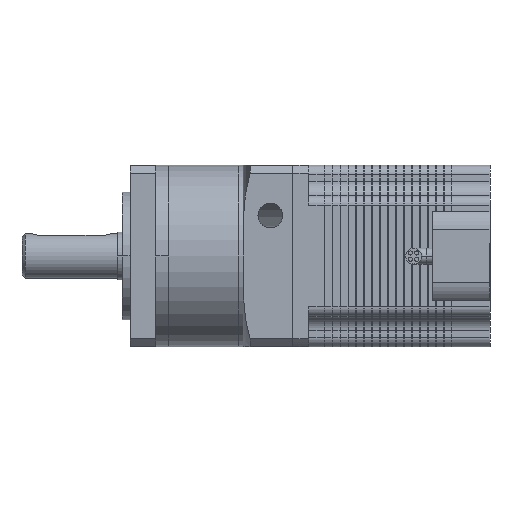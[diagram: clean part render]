
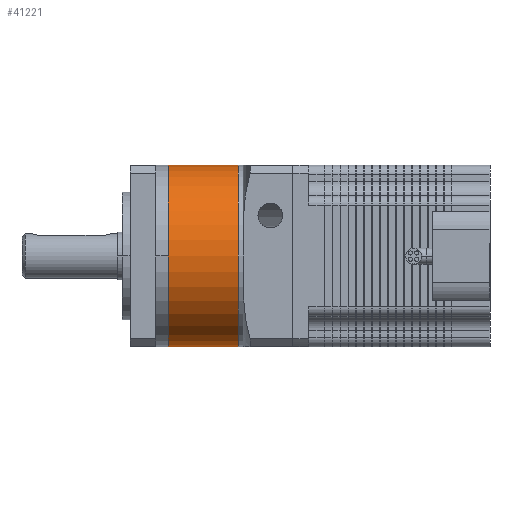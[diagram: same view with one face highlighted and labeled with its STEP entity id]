
A CAD part, left-side view. The second image highlights one B-rep face of the part: STEP entity #41221.
In plain terms, the highlighted cylindrical face has radius 28.5 mm (diameter 57 mm), a partial arc.
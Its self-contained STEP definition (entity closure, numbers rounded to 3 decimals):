
#3495 = EDGE_CURVE ( 'NONE', #21697, #11642, #22505, .T. ) ;
#5819 = CIRCLE ( 'NONE', #13408, 28.5 ) ;
#6041 = CARTESIAN_POINT ( 'NONE',  ( 0., 0., 0. ) ) ;
#6672 = CYLINDRICAL_SURFACE ( 'NONE', #42123, 28.5 ) ;
#7604 = DIRECTION ( 'NONE',  ( 0., 0., -1. ) ) ;
#8211 = DIRECTION ( 'NONE',  ( 0., -1., 0. ) ) ;
#8566 = EDGE_CURVE ( 'NONE', #11642, #28030, #30842, .T. ) ;
#11642 = VERTEX_POINT ( 'NONE', #36926 ) ;
#13287 = ORIENTED_EDGE ( 'NONE', *, *, #14388, .T. ) ;
#13408 = AXIS2_PLACEMENT_3D ( 'NONE', #6041, #35415, #13622 ) ;
#13622 = DIRECTION ( 'NONE',  ( 0., 0., 1. ) ) ;
#14388 = EDGE_CURVE ( 'NONE', #27033, #28030, #5819, .T. ) ;
#14681 = VECTOR ( 'NONE', #8211, 1000. ) ;
#15746 = DIRECTION ( 'NONE',  ( 0., 1., 0. ) ) ;
#19590 = CARTESIAN_POINT ( 'NONE',  ( 0., 22., -28.5 ) ) ;
#21119 = DIRECTION ( 'NONE',  ( 0., -1., 0. ) ) ;
#21697 = VERTEX_POINT ( 'NONE', #19590 ) ;
#22505 = CIRCLE ( 'NONE', #27042, 28.5 ) ;
#24694 = FACE_OUTER_BOUND ( 'NONE', #29443, .T. ) ;
#26358 = EDGE_CURVE ( 'NONE', #21697, #27033, #29088, .T. ) ;
#26536 = ORIENTED_EDGE ( 'NONE', *, *, #3495, .F. ) ;
#27033 = VERTEX_POINT ( 'NONE', #37183 ) ;
#27042 = AXIS2_PLACEMENT_3D ( 'NONE', #37772, #15746, #44433 ) ;
#28030 = VERTEX_POINT ( 'NONE', #32355 ) ;
#29088 = LINE ( 'NONE', #37116, #14681 ) ;
#29443 = EDGE_LOOP ( 'NONE', ( #45966, #26536, #36001, #13287 ) ) ;
#30842 = LINE ( 'NONE', #41054, #40860 ) ;
#32355 = CARTESIAN_POINT ( 'NONE',  ( 0., 0., 28.5 ) ) ;
#35415 = DIRECTION ( 'NONE',  ( 0., 1., 0. ) ) ;
#36001 = ORIENTED_EDGE ( 'NONE', *, *, #26358, .T. ) ;
#36926 = CARTESIAN_POINT ( 'NONE',  ( 0., 22., 28.5 ) ) ;
#37116 = CARTESIAN_POINT ( 'NONE',  ( 0., 22., -28.5 ) ) ;
#37183 = CARTESIAN_POINT ( 'NONE',  ( 0., 0., -28.5 ) ) ;
#37772 = CARTESIAN_POINT ( 'NONE',  ( 0., 22., 0. ) ) ;
#40860 = VECTOR ( 'NONE', #41749, 1000. ) ;
#41054 = CARTESIAN_POINT ( 'NONE',  ( 0., 22., 28.5 ) ) ;
#41221 = ADVANCED_FACE ( 'NONE', ( #24694 ), #6672, .T. ) ;
#41749 = DIRECTION ( 'NONE',  ( 0., -1., 0. ) ) ;
#42123 = AXIS2_PLACEMENT_3D ( 'NONE', #42937, #21119, #7604 ) ;
#42937 = CARTESIAN_POINT ( 'NONE',  ( 0., 22., 0. ) ) ;
#44433 = DIRECTION ( 'NONE',  ( 0., 0., 1. ) ) ;
#45966 = ORIENTED_EDGE ( 'NONE', *, *, #8566, .F. ) ;
